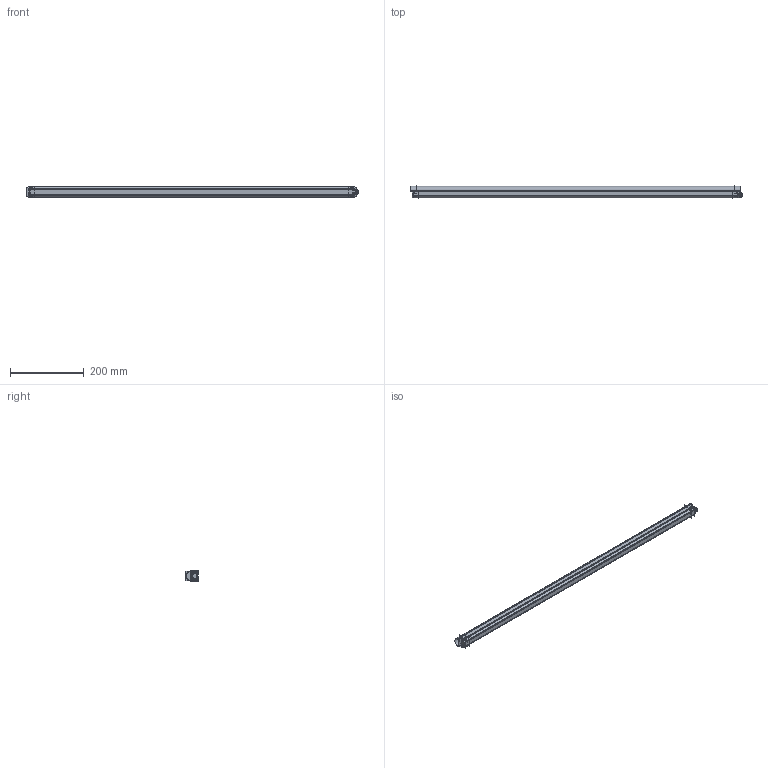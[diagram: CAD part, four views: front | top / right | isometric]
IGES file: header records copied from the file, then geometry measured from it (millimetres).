
Start section:  PTC IGES file: 210197.igs
Global section: file name: 210197.igs; native system: Creo Parametric by PTC Inc.; preprocessor: 2018300; author: pdmadmin; organization: Unknown; date: 20190228.154426; units: millimetre
Bounding box: 898.91 x 33.01 x 29.12 mm (x, y, z)
Volume: 249133 mm3; surface area: 773278.8 mm2
Topology: 14 solids, 19 shells, 1616 faces, 8499 edges, 11013 vertices
Faces by surface type: revolution 1012, bspline 600, extrusion 4
